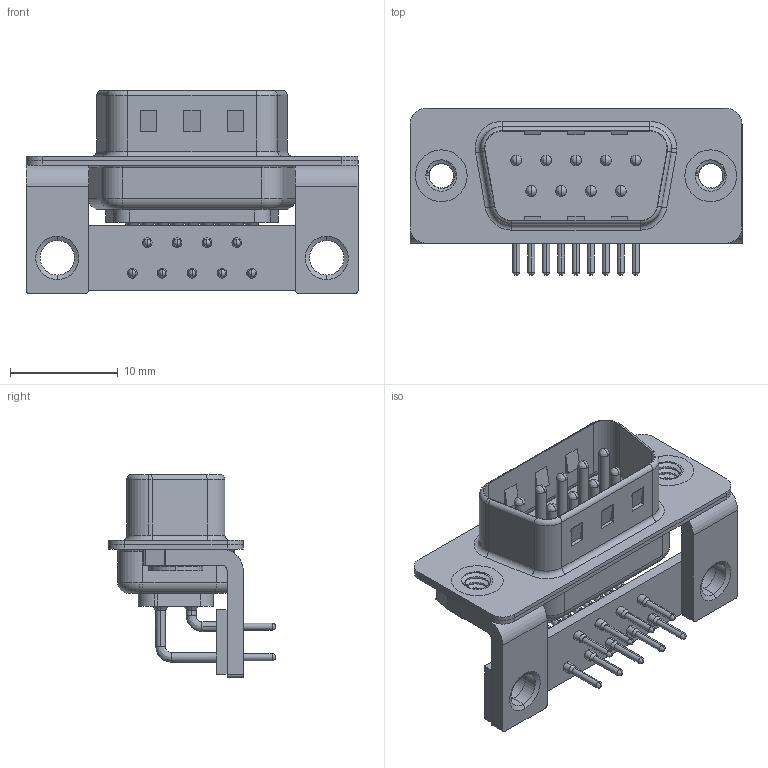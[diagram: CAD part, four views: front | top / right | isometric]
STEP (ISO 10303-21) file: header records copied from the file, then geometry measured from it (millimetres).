
FILE_DESCRIPTION (( 'STEP AP203' ), '1' );
FILE_NAME ('621-M09-260-WN4.STEP', '2018-09-24T19:18:41', ( '' ), ( '' ), 'SwSTEP 2.0', 'SolidWorks 2016', '' );
FILE_SCHEMA (( 'CONFIG_CONTROL_DESIGN' ));
Length unit declared in the file: millimetre
Products named in the file (9): 621M Contact Row 1; 621M Contact Row 2; 621M 4-40 Threaded Rivet_Stabilizer; 621M Stabilizer Bracket; 621M Stabilizer Board_09 Contacts; 621-M09-260-WN4; 621M Housing_09 Contacts; 621M Shell Front_09 Contacts; 621M Shell Rear_09 Contacts
Assembly tree (17 placements, depth 2):
  621-M09-260-WN4
    621M Housing_09 Contacts
    621M Shell Front_09 Contacts
    621M Shell Rear_09 Contacts
    621M Contact Row 1  x5
    621M Contact Row 2  x4
    621M 4-40 Threaded Rivet_Stabilizer  x2
    621M Stabilizer Bracket  x2
    621M Stabilizer Board_09 Contacts
Bounding box: 30.8 x 15.49 x 18.8 mm (x, y, z)
Volume: 1754.7 mm3; surface area: 4812.4 mm2
Topology: 17 solids, 17 shells, 1362 faces, 3743 edges, 2426 vertices
Faces by surface type: plane 709, cylinder 493, bspline 60, torus 56, cone 44
Entity records: 21208 total; most frequent: CARTESIAN_POINT 4850, DIRECTION 3307, ORIENTED_EDGE 3096, EDGE_CURVE 1548, AXIS2_PLACEMENT_3D 1202, VERTEX_POINT 1000, LINE 903, VECTOR 903
